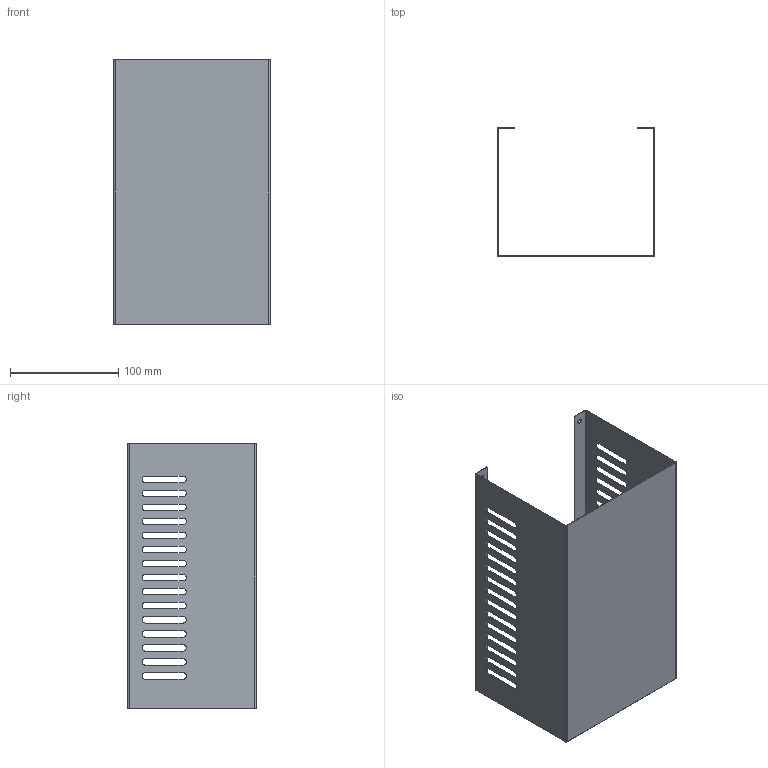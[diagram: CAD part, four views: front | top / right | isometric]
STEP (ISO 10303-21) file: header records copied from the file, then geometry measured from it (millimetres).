
FILE_DESCRIPTION (( 'STEP AP203' ), '1' );
FILE_NAME ('top sheet step.STEP', '2023-11-29T05:17:15', ( '' ), ( '' ), 'SwSTEP 2.0', 'SolidWorks 2022', '' );
FILE_SCHEMA (( 'CONFIG_CONTROL_DESIGN' ));
Length unit declared in the file: millimetre
Products named in the file (1): top sheet step
Bounding box: 144.92 x 118.92 x 245 mm (x, y, z)
Volume: 46625.8 mm3; surface area: 188515.9 mm2
Topology: 1 solids, 1 shells, 196 faces, 550 edges, 356 vertices
Faces by surface type: cylinder 106, plane 90
Entity records: 6563 total; most frequent: DIRECTION 1156, CARTESIAN_POINT 1103, ORIENTED_EDGE 1100, EDGE_CURVE 550, AXIS2_PLACEMENT_3D 409, VERTEX_POINT 356, VECTOR 338, LINE 338
